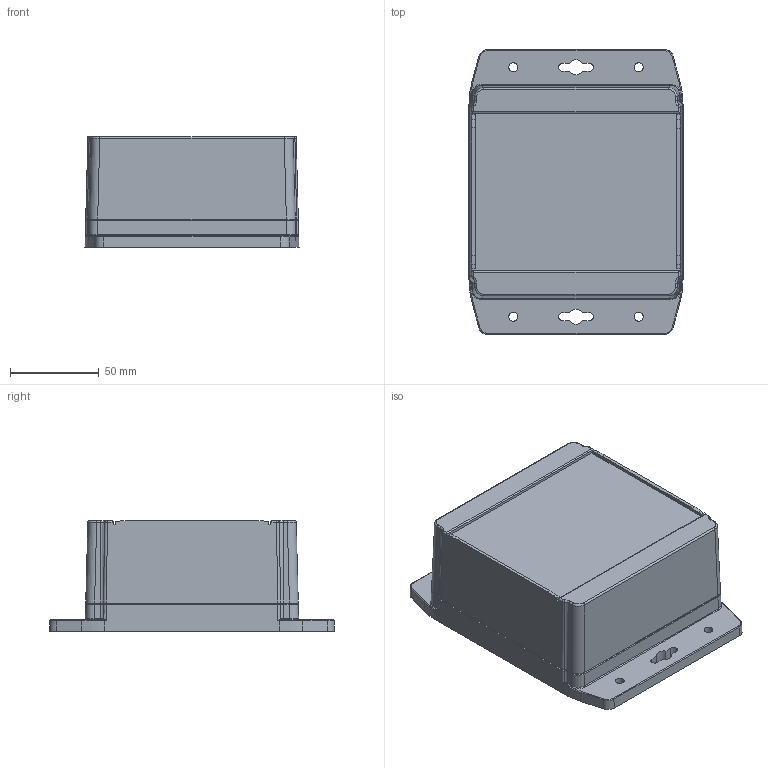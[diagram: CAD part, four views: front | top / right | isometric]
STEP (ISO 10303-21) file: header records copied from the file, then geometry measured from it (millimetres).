
FILE_DESCRIPTION(/* description */ (''),/* implementation_level */ '2;1');
FILE_NAME(/* name */ '1555NF42.iam.stp',/* time_stamp */ '2016-01-06T07:40:25-05:00',/* author */ ('rboehler'),/* organization */ (''),/* preprocessor_version */ 'ST-DEVELOPER v16.1',/* originating_system */ 'Autodesk Inventor 2016',/* authorisation */ '');
FILE_SCHEMA (('AUTOMOTIVE_DESIGN { 1 0 10303 214 3 1 1 }'));
Products named in the file (5): 1555NF LID; 1555NF42 BOX; SC576 (screw M4-0.7X 20mm PN); IN-M4 (insert M4-0.7X5.75mm SS); 1555NF42
Assembly tree (10 placements, depth 2):
  1555NF42
    1555NF LID
    1555NF42 BOX
    SC576 (screw M4-0.7X 20mm PN)  x4
    IN-M4 (insert M4-0.7X5.75mm SS)  x4
Bounding box: 120.79 x 160.79 x 62.5 mm (x, y, z)
Volume: 210621.2 mm3; surface area: 144747.8 mm2
Topology: 10 solids, 10 shells, 1339 faces, 3310 edges, 2051 vertices
Faces by surface type: plane 603, cylinder 272, cone 204, bspline 128, sphere 72, torus 60
Full cylindrical faces by diameter (mm): 3.251 x4, 3.43 x4, 3.5 x4, 3.88 x4, 5.334 x4, 5.537 x8, 6.35 x8, 7.5 x4, 9 x4
Entity records: 37331 total; most frequent: CARTESIAN_POINT 9683, DIRECTION 5694, ORIENTED_EDGE 5622, EDGE_CURVE 2811, AXIS2_PLACEMENT_3D 2099, VERTEX_POINT 1800, LINE 1496, VECTOR 1496
